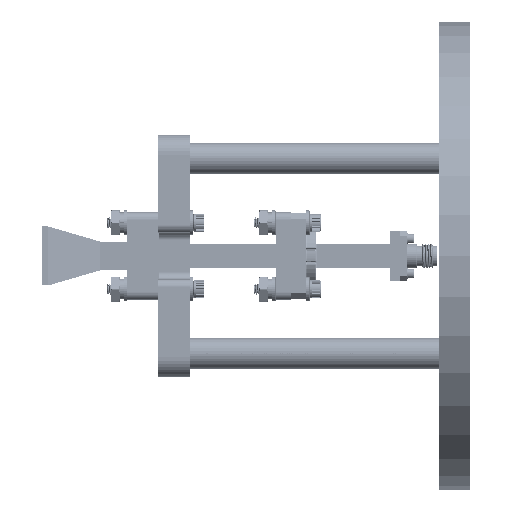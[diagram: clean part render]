
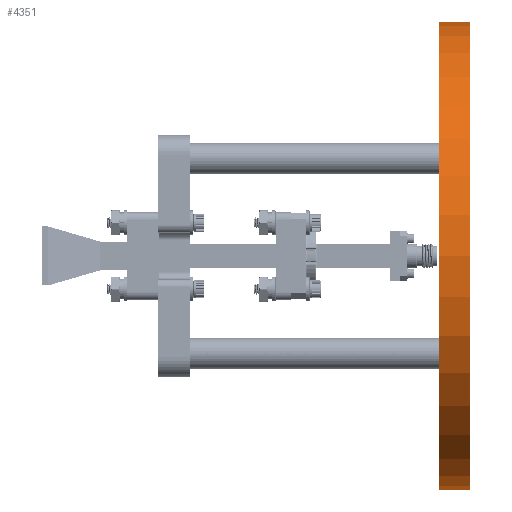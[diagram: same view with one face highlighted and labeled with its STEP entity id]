
A CAD part, left-side view. The second image highlights one B-rep face of the part: STEP entity #4351.
In plain terms, the highlighted cylindrical face has radius 60 mm (diameter 120 mm), a partial arc.
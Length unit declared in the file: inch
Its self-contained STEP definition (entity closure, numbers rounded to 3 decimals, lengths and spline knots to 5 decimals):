
#394 = CIRCLE ( 'NONE', #23205, 2.3622 ) ;
#867 = CIRCLE ( 'NONE', #57741, 2.3622 ) ;
#1265 = AXIS2_PLACEMENT_3D ( 'NONE', #76082, #2770, #70122 ) ;
#2536 = EDGE_LOOP ( 'NONE', ( #41689, #68615, #42341, #49907 ) ) ;
#2770 = DIRECTION ( 'NONE',  ( 0., -1., 0. ) ) ;
#3162 = CYLINDRICAL_SURFACE ( 'NONE', #1265, 2.3622 ) ;
#3332 = CARTESIAN_POINT ( 'NONE',  ( 0., 0.31496, 2.3622 ) ) ;
#4351 = ADVANCED_FACE ( 'NONE', ( #9132 ), #3162, .T. ) ;
#5576 = CARTESIAN_POINT ( 'NONE',  ( 0., 0.31496, 0. ) ) ;
#7393 = VECTOR ( 'NONE', #61424, 39.37008 ) ;
#9132 = FACE_OUTER_BOUND ( 'NONE', #2536, .T. ) ;
#10097 = LINE ( 'NONE', #34208, #40055 ) ;
#18026 = VERTEX_POINT ( 'NONE', #3332 ) ;
#18673 = LINE ( 'NONE', #66611, #7393 ) ;
#23205 = AXIS2_PLACEMENT_3D ( 'NONE', #5576, #78111, #28567 ) ;
#23729 = CARTESIAN_POINT ( 'NONE',  ( 0., 0., -2.3622 ) ) ;
#23872 = DIRECTION ( 'NONE',  ( 0., 1., 0. ) ) ;
#24770 = EDGE_CURVE ( 'NONE', #18026, #27744, #10097, .T. ) ;
#25041 = DIRECTION ( 'NONE',  ( 0., 0., 1. ) ) ;
#26707 = VERTEX_POINT ( 'NONE', #23729 ) ;
#27744 = VERTEX_POINT ( 'NONE', #46231 ) ;
#28567 = DIRECTION ( 'NONE',  ( 0., 0., 1. ) ) ;
#34208 = CARTESIAN_POINT ( 'NONE',  ( 0., 0.31496, 2.3622 ) ) ;
#35604 = EDGE_CURVE ( 'NONE', #47778, #18026, #394, .T. ) ;
#38767 = EDGE_CURVE ( 'NONE', #26707, #27744, #867, .T. ) ;
#40055 = VECTOR ( 'NONE', #77452, 39.37008 ) ;
#41689 = ORIENTED_EDGE ( 'NONE', *, *, #24770, .F. ) ;
#42341 = ORIENTED_EDGE ( 'NONE', *, *, #59388, .T. ) ;
#46231 = CARTESIAN_POINT ( 'NONE',  ( 0., 0., 2.3622 ) ) ;
#46279 = CARTESIAN_POINT ( 'NONE',  ( 0., 0.31496, -2.3622 ) ) ;
#47778 = VERTEX_POINT ( 'NONE', #46279 ) ;
#49907 = ORIENTED_EDGE ( 'NONE', *, *, #38767, .T. ) ;
#57741 = AXIS2_PLACEMENT_3D ( 'NONE', #72220, #23872, #25041 ) ;
#59388 = EDGE_CURVE ( 'NONE', #47778, #26707, #18673, .T. ) ;
#61424 = DIRECTION ( 'NONE',  ( 0., -1., 0. ) ) ;
#66611 = CARTESIAN_POINT ( 'NONE',  ( 0., 0.31496, -2.3622 ) ) ;
#68615 = ORIENTED_EDGE ( 'NONE', *, *, #35604, .F. ) ;
#70122 = DIRECTION ( 'NONE',  ( 0., 0., -1. ) ) ;
#72220 = CARTESIAN_POINT ( 'NONE',  ( 0., 0., 0. ) ) ;
#76082 = CARTESIAN_POINT ( 'NONE',  ( 0., 0.31496, 0. ) ) ;
#77452 = DIRECTION ( 'NONE',  ( 0., -1., 0. ) ) ;
#78111 = DIRECTION ( 'NONE',  ( 0., 1., 0. ) ) ;
